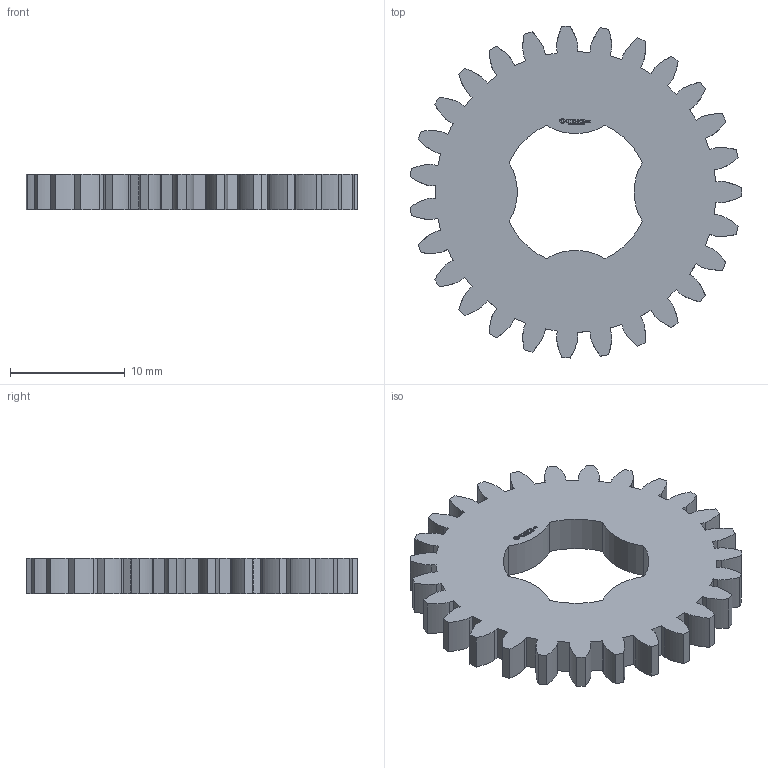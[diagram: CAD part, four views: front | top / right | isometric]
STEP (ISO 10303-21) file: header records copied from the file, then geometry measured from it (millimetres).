
FILE_DESCRIPTION(('FreeCAD Model'),'2;1');
FILE_NAME('Open CASCADE Shape Model','2024-03-09T18:41:17',(''),(''), 'Open CASCADE STEP processor 7.6','FreeCAD','Unknown');
FILE_SCHEMA(('AUTOMOTIVE_DESIGN { 1 0 10303 214 1 1 1 1 }'));
Length unit declared in the file: millimetre
Products named in the file (1): Gear Wheel PLN TTH27 BU00.25 SFT-SHD - SPN-GWH-0085 (stemfie.org)
Bounding box: 28.94 x 28.98 x 3.12 mm (x, y, z)
Volume: 1417.8 mm3; surface area: 1587 mm2
Topology: 1 solids, 1 shells, 655 faces, 1863 edges, 1242 vertices
Faces by surface type: extrusion 332, plane 315, cylinder 8
Entity records: 54960 total; most frequent: CARTESIAN_POINT 15417, DIRECTION 5257, VECTOR 4561, LINE 4229, ORIENTED_EDGE 3726, PCURVE 3726, DEFINITIONAL_REPRESENTATION 3726, EDGE_CURVE 1863
